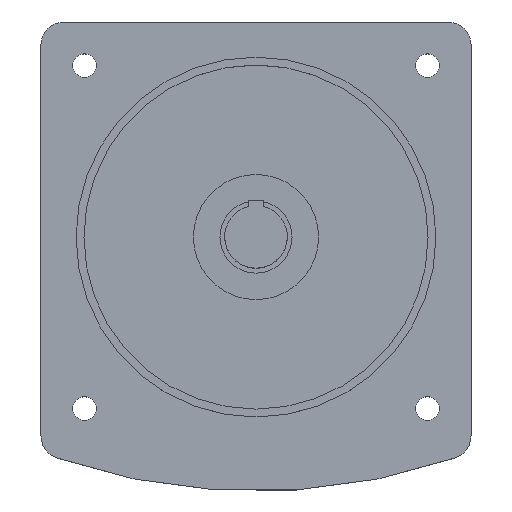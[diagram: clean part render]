
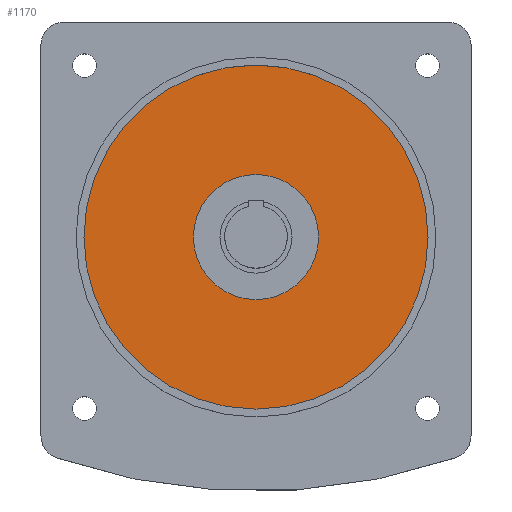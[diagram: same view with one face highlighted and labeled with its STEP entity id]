
A CAD part, top view. The second image highlights one B-rep face of the part: STEP entity #1170.
In plain terms, the highlighted planar face has unit normal (0, 0, 1).
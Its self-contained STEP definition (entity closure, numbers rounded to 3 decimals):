
#174 = VERTEX_POINT ( 'NONE', #2877 ) ;
#241 = FACE_BOUND ( 'NONE', #4336, .T. ) ;
#797 = DIRECTION ( 'NONE',  ( 0., 0., -1. ) ) ;
#808 = DIRECTION ( 'NONE',  ( 1., 0., 0. ) ) ;
#998 = AXIS2_PLACEMENT_3D ( 'NONE', #3086, #797, #1220 ) ;
#1009 = CARTESIAN_POINT ( 'NONE',  ( 0., 0., 0. ) ) ;
#1063 = AXIS2_PLACEMENT_3D ( 'NONE', #1009, #4602, #4139 ) ;
#1170 = ADVANCED_FACE ( 'NONE', ( #1376, #241 ), #1330, .T. ) ;
#1220 = DIRECTION ( 'NONE',  ( 1., 0., 0. ) ) ;
#1310 = CARTESIAN_POINT ( 'NONE',  ( 0., 0., 0. ) ) ;
#1330 = PLANE ( 'NONE',  #1545 ) ;
#1376 = FACE_OUTER_BOUND ( 'NONE', #4590, .T. ) ;
#1545 = AXIS2_PLACEMENT_3D ( 'NONE', #2279, #2265, #5457 ) ;
#1714 = DIRECTION ( 'NONE',  ( 1., 0., 0. ) ) ;
#2077 = VERTEX_POINT ( 'NONE', #4755 ) ;
#2241 = AXIS2_PLACEMENT_3D ( 'NONE', #1310, #4399, #808 ) ;
#2265 = DIRECTION ( 'NONE',  ( 0., 0., 1. ) ) ;
#2279 = CARTESIAN_POINT ( 'NONE',  ( 0., 228.125, 0. ) ) ;
#2296 = EDGE_CURVE ( 'NONE', #2077, #174, #2651, .T. ) ;
#2551 = ORIENTED_EDGE ( 'NONE', *, *, #4727, .F. ) ;
#2651 = CIRCLE ( 'NONE', #998, 110. ) ;
#2877 = CARTESIAN_POINT ( 'NONE',  ( 110., 0., 0. ) ) ;
#3070 = DIRECTION ( 'NONE',  ( 0., 0., 1. ) ) ;
#3086 = CARTESIAN_POINT ( 'NONE',  ( 0., 0., 0. ) ) ;
#3561 = ORIENTED_EDGE ( 'NONE', *, *, #2296, .F. ) ;
#3601 = EDGE_CURVE ( 'NONE', #3761, #4874, #3833, .T. ) ;
#3761 = VERTEX_POINT ( 'NONE', #4831 ) ;
#3833 = CIRCLE ( 'NONE', #1063, 40. ) ;
#4139 = DIRECTION ( 'NONE',  ( 1., 0., 0. ) ) ;
#4151 = ORIENTED_EDGE ( 'NONE', *, *, #4222, .F. ) ;
#4222 = EDGE_CURVE ( 'NONE', #4874, #3761, #4243, .T. ) ;
#4243 = CIRCLE ( 'NONE', #5616, 40. ) ;
#4336 = EDGE_LOOP ( 'NONE', ( #4151, #4560 ) ) ;
#4399 = DIRECTION ( 'NONE',  ( 0., 0., -1. ) ) ;
#4421 = CARTESIAN_POINT ( 'NONE',  ( 0., 0., 0. ) ) ;
#4516 = CIRCLE ( 'NONE', #2241, 110. ) ;
#4560 = ORIENTED_EDGE ( 'NONE', *, *, #3601, .F. ) ;
#4590 = EDGE_LOOP ( 'NONE', ( #3561, #2551 ) ) ;
#4602 = DIRECTION ( 'NONE',  ( 0., 0., 1. ) ) ;
#4727 = EDGE_CURVE ( 'NONE', #174, #2077, #4516, .T. ) ;
#4755 = CARTESIAN_POINT ( 'NONE',  ( -110., 0., 0. ) ) ;
#4831 = CARTESIAN_POINT ( 'NONE',  ( 40., 0., 0. ) ) ;
#4874 = VERTEX_POINT ( 'NONE', #5117 ) ;
#5117 = CARTESIAN_POINT ( 'NONE',  ( -40., 0., 0. ) ) ;
#5457 = DIRECTION ( 'NONE',  ( 1., 0., 0. ) ) ;
#5616 = AXIS2_PLACEMENT_3D ( 'NONE', #4421, #3070, #1714 ) ;
